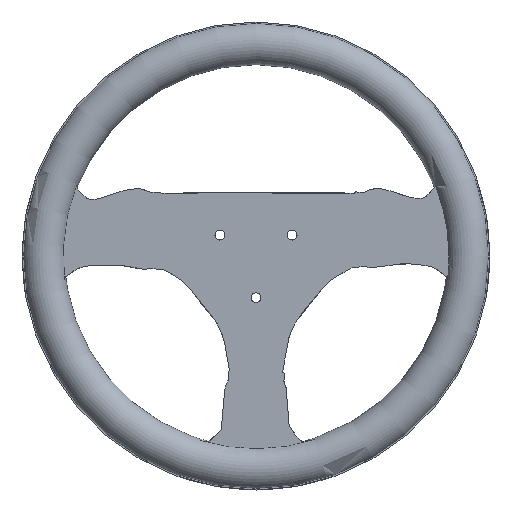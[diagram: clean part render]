
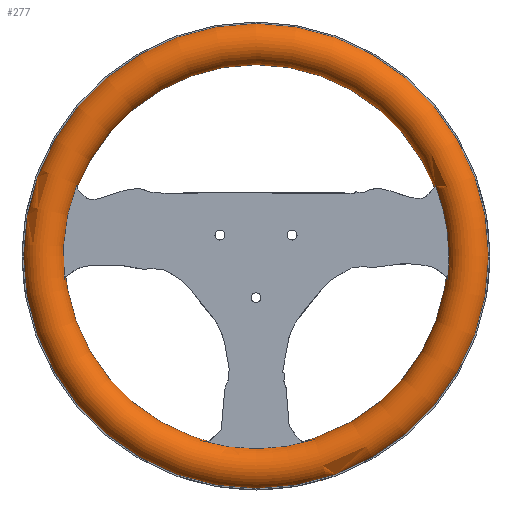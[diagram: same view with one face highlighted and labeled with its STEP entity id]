
A CAD part, top view. The second image highlights one B-rep face of the part: STEP entity #277.
In plain terms, the highlighted toroidal (fillet/blend) face has major radius 129.5 mm and minor radius 13 mm.
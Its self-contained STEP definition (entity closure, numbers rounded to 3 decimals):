
#48=FACE_BOUND($,#65,.T.);
#49=FACE_BOUND($,#66,.T.);
#50=FACE_BOUND($,#67,.T.);
#51=FACE_BOUND($,#68,.T.);
#52=FACE_BOUND($,#69,.T.);
#65=EDGE_LOOP($,(#198,#199,#200,#201));
#66=EDGE_LOOP($,(#202,#203,#204,#205,#206));
#67=EDGE_LOOP($,(#207,#208,#209,#210));
#68=EDGE_LOOP($,(#211));
#69=EDGE_LOOP($,(#212));
#95=CIRCLE($,#296,116.5);
#96=CIRCLE($,#297,117.5);
#97=CIRCLE($,#298,116.5);
#98=CIRCLE($,#299,117.5);
#99=CIRCLE($,#300,117.5);
#100=CIRCLE($,#301,116.5);
#101=CIRCLE($,#302,141.5);
#102=CIRCLE($,#303,142.5);
#110=B_SPLINE_CURVE_WITH_KNOTS($,3,(#374,#375,#376,#377,#378,#379,#380,
#381),.UNSPECIFIED.,.F.,.F.,(4,2,2,4),(-0.569,-0.308,
-0.11,0.),.UNSPECIFIED.);
#111=B_SPLINE_CURVE_WITH_KNOTS($,3,(#385,#386,#387,#388,#389,#390),
 .UNSPECIFIED.,.F.,.F.,(4,2,4),(-0.546,-0.253,0.),
 .UNSPECIFIED.);
#112=B_SPLINE_CURVE_WITH_KNOTS($,3,(#394,#395,#396,#397,#398,#399,#400,
#401,#402,#403,#404,#405,#406,#407,#408,#409),.UNSPECIFIED.,.F.,.F.,(4,
2,2,2,2,2,2,4),(-0.161,-0.044,-0.011,
-0.004,0.,0.,0.,
0.),.UNSPECIFIED.);
#113=B_SPLINE_CURVE_WITH_KNOTS($,3,(#413,#414,#415,#416,#417,#418,#419,
#420,#421,#422,#423,#424),.UNSPECIFIED.,.F.,.F.,(4,2,2,2,2,4),(-0.351,
-0.268,-0.202,-0.126,-0.067,
0.),.UNSPECIFIED.);
#114=B_SPLINE_CURVE_WITH_KNOTS($,3,(#427,#428,#429,#430,#431,#432),
 .UNSPECIFIED.,.F.,.F.,(4,2,4),(-0.543,-0.327,0.),
 .UNSPECIFIED.);
#115=B_SPLINE_CURVE_WITH_KNOTS($,3,(#435,#436,#437,#438,#439,#440,#441,
#442),.UNSPECIFIED.,.F.,.F.,(4,2,2,4),(-0.628,-0.441,
-0.278,0.),.UNSPECIFIED.);
#116=B_SPLINE_CURVE_WITH_KNOTS($,3,(#446,#447,#448,#449,#450,#451),
 .UNSPECIFIED.,.F.,.F.,(4,2,4),(-0.447,-0.234,0.),
 .UNSPECIFIED.);
#130=VERTEX_POINT($,#372);
#131=VERTEX_POINT($,#373);
#132=VERTEX_POINT($,#382);
#133=VERTEX_POINT($,#384);
#134=VERTEX_POINT($,#392);
#135=VERTEX_POINT($,#393);
#136=VERTEX_POINT($,#410);
#137=VERTEX_POINT($,#412);
#138=VERTEX_POINT($,#425);
#139=VERTEX_POINT($,#433);
#140=VERTEX_POINT($,#434);
#141=VERTEX_POINT($,#443);
#142=VERTEX_POINT($,#445);
#143=VERTEX_POINT($,#453);
#144=VERTEX_POINT($,#455);
#159=EDGE_CURVE($,#130,#131,#110,.T.);
#160=EDGE_CURVE($,#132,#130,#95,.T.);
#161=EDGE_CURVE($,#133,#132,#111,.T.);
#162=EDGE_CURVE($,#131,#133,#96,.T.);
#163=EDGE_CURVE($,#134,#135,#112,.T.);
#164=EDGE_CURVE($,#136,#134,#97,.T.);
#165=EDGE_CURVE($,#137,#136,#113,.T.);
#166=EDGE_CURVE($,#138,#137,#98,.T.);
#167=EDGE_CURVE($,#135,#138,#114,.T.);
#168=EDGE_CURVE($,#139,#140,#115,.T.);
#169=EDGE_CURVE($,#141,#139,#99,.T.);
#170=EDGE_CURVE($,#142,#141,#116,.T.);
#171=EDGE_CURVE($,#140,#142,#100,.T.);
#172=EDGE_CURVE($,#143,#143,#101,.T.);
#173=EDGE_CURVE($,#144,#144,#102,.T.);
#198=ORIENTED_EDGE($,*,*,#159,.F.);
#199=ORIENTED_EDGE($,*,*,#160,.F.);
#200=ORIENTED_EDGE($,*,*,#161,.F.);
#201=ORIENTED_EDGE($,*,*,#162,.F.);
#202=ORIENTED_EDGE($,*,*,#163,.F.);
#203=ORIENTED_EDGE($,*,*,#164,.F.);
#204=ORIENTED_EDGE($,*,*,#165,.F.);
#205=ORIENTED_EDGE($,*,*,#166,.F.);
#206=ORIENTED_EDGE($,*,*,#167,.F.);
#207=ORIENTED_EDGE($,*,*,#168,.F.);
#208=ORIENTED_EDGE($,*,*,#169,.F.);
#209=ORIENTED_EDGE($,*,*,#170,.F.);
#210=ORIENTED_EDGE($,*,*,#171,.F.);
#211=ORIENTED_EDGE($,*,*,#172,.F.);
#212=ORIENTED_EDGE($,*,*,#173,.T.);
#276=TOROIDAL_SURFACE($,#295,129.5,13.);
#277=ADVANCED_FACE($,(#48,#49,#50,#51,#52),#276,.T.);
#295=AXIS2_PLACEMENT_3D($,#371,#320,#321);
#296=AXIS2_PLACEMENT_3D($,#383,#322,#323);
#297=AXIS2_PLACEMENT_3D($,#391,#324,#325);
#298=AXIS2_PLACEMENT_3D($,#411,#326,#327);
#299=AXIS2_PLACEMENT_3D($,#426,#328,#329);
#300=AXIS2_PLACEMENT_3D($,#444,#330,#331);
#301=AXIS2_PLACEMENT_3D($,#452,#332,#333);
#302=AXIS2_PLACEMENT_3D($,#454,#334,#335);
#303=AXIS2_PLACEMENT_3D($,#456,#336,#337);
#320=DIRECTION('center_axis',(0.,0.,1.));
#321=DIRECTION('ref_axis',(1.,0.,0.));
#322=DIRECTION('center_axis',(0.,0.,-1.));
#323=DIRECTION('ref_axis',(1.,0.,0.));
#324=DIRECTION('center_axis',(0.,0.,1.));
#325=DIRECTION('ref_axis',(1.,0.,0.));
#326=DIRECTION('center_axis',(0.,0.,-1.));
#327=DIRECTION('ref_axis',(1.,0.,0.));
#328=DIRECTION('center_axis',(0.,0.,1.));
#329=DIRECTION('ref_axis',(1.,0.,0.));
#330=DIRECTION('center_axis',(0.,0.,1.));
#331=DIRECTION('ref_axis',(1.,0.,0.));
#332=DIRECTION('center_axis',(0.,0.,-1.));
#333=DIRECTION('ref_axis',(1.,0.,0.));
#334=DIRECTION('center_axis',(0.,0.,-1.));
#335=DIRECTION('ref_axis',(1.,0.,0.));
#336=DIRECTION('center_axis',(0.,0.,-1.));
#337=DIRECTION('ref_axis',(-1.,0.,0.));
#371=CARTESIAN_POINT('Origin',(0.,0.,0.));
#372=CARTESIAN_POINT('',(115.821,-12.559,0.));
#373=CARTESIAN_POINT('',(116.606,-14.47,5.));
#374=CARTESIAN_POINT('Ctrl Pts',(115.821,-12.559,0.));
#375=CARTESIAN_POINT('Ctrl Pts',(115.821,-12.559,1.199));
#376=CARTESIAN_POINT('Ctrl Pts',(115.974,-12.726,2.194));
#377=CARTESIAN_POINT('Ctrl Pts',(116.186,-13.066,3.308));
#378=CARTESIAN_POINT('Ctrl Pts',(116.277,-13.271,3.716));
#379=CARTESIAN_POINT('Ctrl Pts',(116.466,-13.921,4.486));
#380=CARTESIAN_POINT('Ctrl Pts',(116.54,-14.199,4.764));
#381=CARTESIAN_POINT('Ctrl Pts',(116.606,-14.47,5.));
#382=CARTESIAN_POINT('',(108.701,41.91,0.));
#383=CARTESIAN_POINT('Origin',(0.,0.,0.));
#384=CARTESIAN_POINT('',(109.383,42.913,5.));
#385=CARTESIAN_POINT('Ctrl Pts',(109.383,42.913,5.));
#386=CARTESIAN_POINT('Ctrl Pts',(109.197,42.579,4.291));
#387=CARTESIAN_POINT('Ctrl Pts',(109.004,42.313,3.45));
#388=CARTESIAN_POINT('Ctrl Pts',(108.76,41.984,1.682));
#389=CARTESIAN_POINT('Ctrl Pts',(108.701,41.91,0.842));
#390=CARTESIAN_POINT('Ctrl Pts',(108.701,41.91,0.));
#391=CARTESIAN_POINT('Origin',(0.,0.,5.));
#392=CARTESIAN_POINT('',(-28.873,-112.865,0.));
#393=CARTESIAN_POINT('',(-29.716,-113.05,3.161));
#394=CARTESIAN_POINT('Ctrl Pts',(-28.873,-112.865,0.));
#395=CARTESIAN_POINT('Ctrl Pts',(-28.873,-112.865,0.866));
#396=CARTESIAN_POINT('Ctrl Pts',(-28.984,-112.936,1.696));
#397=CARTESIAN_POINT('Ctrl Pts',(-29.276,-113.008,2.486));
#398=CARTESIAN_POINT('Ctrl Pts',(-29.384,-113.032,2.734));
#399=CARTESIAN_POINT('Ctrl Pts',(-29.592,-113.046,3.019));
#400=CARTESIAN_POINT('Ctrl Pts',(-29.631,-113.048,3.067));
#401=CARTESIAN_POINT('Ctrl Pts',(-29.69,-113.05,3.133));
#402=CARTESIAN_POINT('Ctrl Pts',(-29.705,-113.05,3.149));
#403=CARTESIAN_POINT('Ctrl Pts',(-29.714,-113.05,3.159));
#404=CARTESIAN_POINT('Ctrl Pts',(-29.715,-113.05,3.16));
#405=CARTESIAN_POINT('Ctrl Pts',(-29.716,-113.05,3.161));
#406=CARTESIAN_POINT('Ctrl Pts',(-29.716,-113.05,3.161));
#407=CARTESIAN_POINT('Ctrl Pts',(-29.716,-113.05,3.161));
#408=CARTESIAN_POINT('Ctrl Pts',(-29.716,-113.05,3.161));
#409=CARTESIAN_POINT('Ctrl Pts',(-29.716,-113.05,3.161));
#410=CARTESIAN_POINT('',(28.897,-112.859,0.));
#411=CARTESIAN_POINT('Origin',(0.,0.,0.));
#412=CARTESIAN_POINT('',(35.738,-111.933,5.));
#413=CARTESIAN_POINT('Ctrl Pts',(35.738,-111.933,5.));
#414=CARTESIAN_POINT('Ctrl Pts',(34.732,-112.134,4.725));
#415=CARTESIAN_POINT('Ctrl Pts',(33.826,-112.26,4.359));
#416=CARTESIAN_POINT('Ctrl Pts',(32.141,-112.473,3.496));
#417=CARTESIAN_POINT('Ctrl Pts',(31.442,-112.557,3.077));
#418=CARTESIAN_POINT('Ctrl Pts',(30.356,-112.697,2.372));
#419=CARTESIAN_POINT('Ctrl Pts',(29.933,-112.753,2.048));
#420=CARTESIAN_POINT('Ctrl Pts',(29.393,-112.817,1.488));
#421=CARTESIAN_POINT('Ctrl Pts',(29.204,-112.836,1.226));
#422=CARTESIAN_POINT('Ctrl Pts',(28.927,-112.859,0.556));
#423=CARTESIAN_POINT('Ctrl Pts',(28.897,-112.859,0.225));
#424=CARTESIAN_POINT('Ctrl Pts',(28.897,-112.859,0.));
#425=CARTESIAN_POINT('',(-33.921,-112.497,5.));
#426=CARTESIAN_POINT('Origin',(0.,0.,5.));
#427=CARTESIAN_POINT('Ctrl Pts',(-29.716,-113.05,3.161));
#428=CARTESIAN_POINT('Ctrl Pts',(-30.182,-113.013,3.491));
#429=CARTESIAN_POINT('Ctrl Pts',(-30.687,-112.968,3.786));
#430=CARTESIAN_POINT('Ctrl Pts',(-31.974,-112.828,4.421));
#431=CARTESIAN_POINT('Ctrl Pts',(-32.879,-112.71,4.767));
#432=CARTESIAN_POINT('Ctrl Pts',(-33.921,-112.497,5.));
#433=CARTESIAN_POINT('',(-116.661,-14.018,5.));
#434=CARTESIAN_POINT('',(-115.808,-12.681,0.));
#435=CARTESIAN_POINT('Ctrl Pts',(-116.661,-14.018,5.));
#436=CARTESIAN_POINT('Ctrl Pts',(-116.541,-13.697,4.623));
#437=CARTESIAN_POINT('Ctrl Pts',(-116.415,-13.461,4.208));
#438=CARTESIAN_POINT('Ctrl Pts',(-116.194,-13.119,3.351));
#439=CARTESIAN_POINT('Ctrl Pts',(-116.101,-13.003,2.927));
#440=CARTESIAN_POINT('Ctrl Pts',(-115.899,-12.768,1.773));
#441=CARTESIAN_POINT('Ctrl Pts',(-115.808,-12.681,0.926));
#442=CARTESIAN_POINT('Ctrl Pts',(-115.808,-12.681,0.));
#443=CARTESIAN_POINT('',(-109.099,43.631,5.));
#444=CARTESIAN_POINT('Origin',(0.,0.,5.));
#445=CARTESIAN_POINT('',(-108.818,41.603,0.));
#446=CARTESIAN_POINT('Ctrl Pts',(-108.818,41.603,0.));
#447=CARTESIAN_POINT('Ctrl Pts',(-108.818,41.603,0.753));
#448=CARTESIAN_POINT('Ctrl Pts',(-108.854,41.71,1.667));
#449=CARTESIAN_POINT('Ctrl Pts',(-108.994,42.485,3.664));
#450=CARTESIAN_POINT('Ctrl Pts',(-109.063,43.09,4.438));
#451=CARTESIAN_POINT('Ctrl Pts',(-109.099,43.631,5.));
#452=CARTESIAN_POINT('Origin',(0.,0.,0.));
#453=CARTESIAN_POINT('',(-141.5,0.,5.));
#454=CARTESIAN_POINT('Origin',(0.,0.,5.));
#455=CARTESIAN_POINT('',(142.5,0.,0.));
#456=CARTESIAN_POINT('Origin',(0.,0.,0.));
